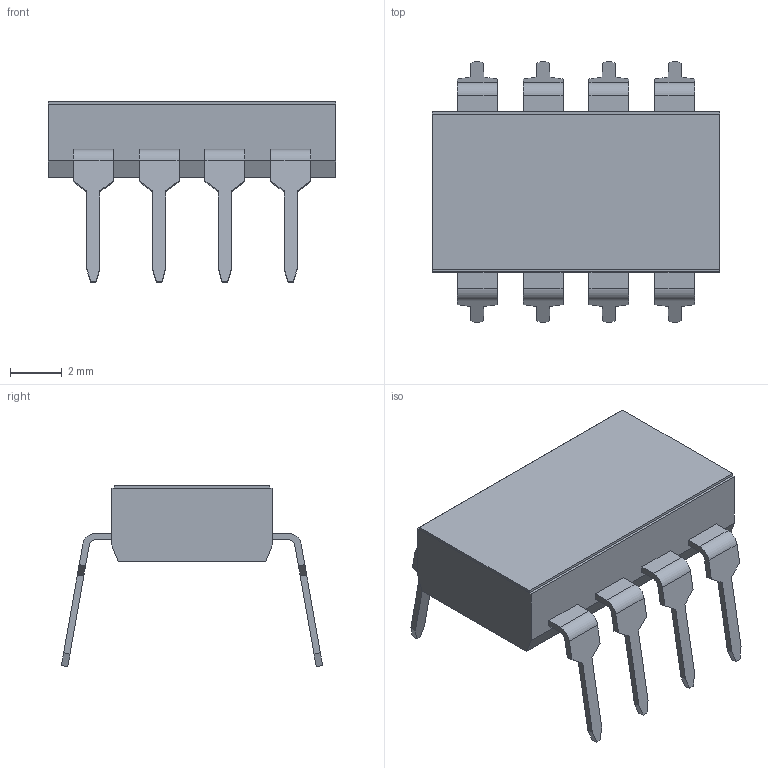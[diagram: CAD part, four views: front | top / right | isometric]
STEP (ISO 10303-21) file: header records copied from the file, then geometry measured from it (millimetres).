
FILE_DESCRIPTION(/* description */ (''),/* implementation_level */ '2;1');
FILE_NAME(/* name */ 'KAE04TAGx.stp',/* time_stamp */ '2025-05-21T09:31:03-05:00',/* author */ ('mroman'),/* organization */ (''),/* preprocessor_version */ 'ST-DEVELOPER v18.1',/* originating_system */ 'Autodesk Inventor 2022',/* authorisation */ '');
FILE_SCHEMA (('AUTOMOTIVE_DESIGN { 1 0 10303 214 3 1 1 }'));
Length unit declared in the file: centimetre
Products named in the file (1): KAE04TAGx
Bounding box: 11.1 x 10.09 x 7 mm (x, y, z)
Volume: 209.4 mm3; surface area: 365.5 mm2
Topology: 1 solids, 5 shells, 194 faces, 528 edges, 348 vertices
Faces by surface type: plane 178, cylinder 16
Entity records: 6051 total; most frequent: CARTESIAN_POINT 1071, ORIENTED_EDGE 1056, DIRECTION 950, EDGE_CURVE 528, LINE 496, VECTOR 496, VERTEX_POINT 348, AXIS2_PLACEMENT_3D 227
